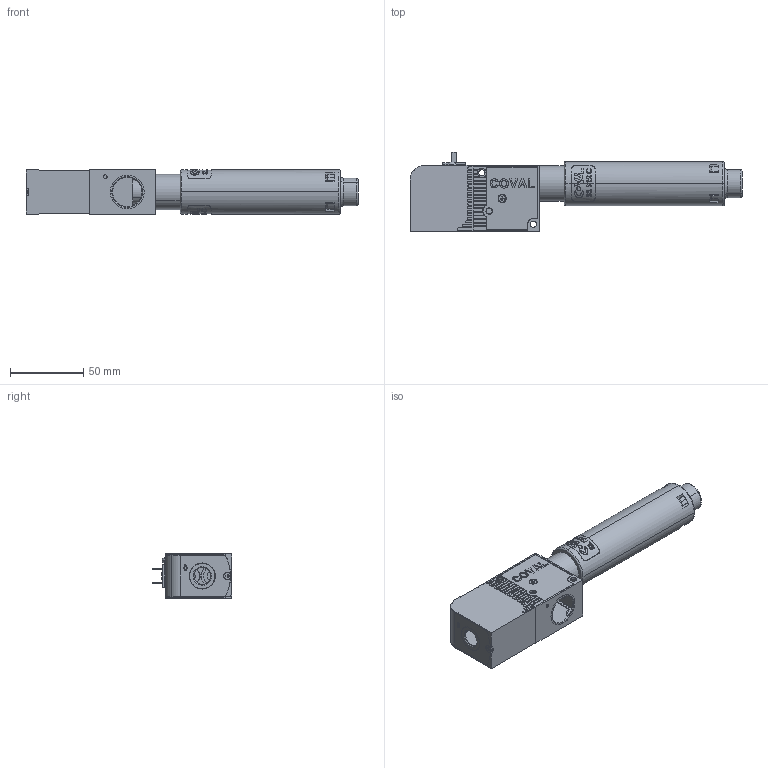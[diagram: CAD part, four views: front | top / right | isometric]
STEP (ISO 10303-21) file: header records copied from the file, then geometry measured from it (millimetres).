
FILE_DESCRIPTION(('STEP AP214'),'1');
FILE_NAME('COVAL_GVPS25NK14E1.stp','2017-12-27T18:51:35',('TraceParts'),('TraceParts S.A.'),'Spatial InterOp 3D',' ',' ');
FILE_SCHEMA(('automotive_design'));
Length unit declared in the file: millimetre
Products named in the file (4): COVAL_GVPS25NK14E1_1; COVAL_GVPS25NK14E1_2; COVAL_GVPS25NK14E1_3; COVAL_GVPS25NK14E1_4
Bounding box: 225.9 x 54 x 30 mm (x, y, z)
Volume: 56277.9 mm3; surface area: 73014.2 mm2
Topology: 43 solids, 47 shells, 2412 faces, 6162 edges, 3901 vertices
Faces by surface type: plane 1040, cylinder 594, bspline 286, cone 208, torus 142, sphere 142
Entity records: 126382 total; most frequent: CARTESIAN_POINT 50725, ORIENTED_EDGE 12288, DIRECTION 10817, EDGE_CURVE 6144, VERTEX_POINT 3901, AXIS2_PLACEMENT_3D 3866, LINE 3085, VECTOR 3085
